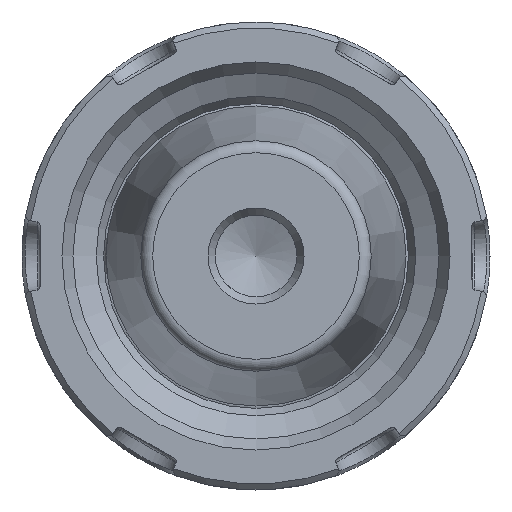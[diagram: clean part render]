
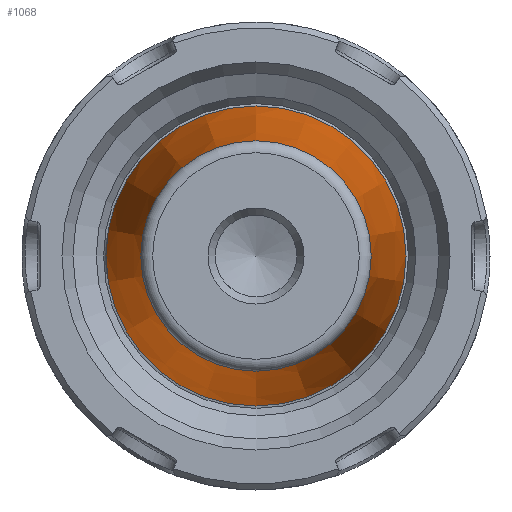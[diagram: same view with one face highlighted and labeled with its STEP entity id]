
A CAD part, left-side view. The second image highlights one B-rep face of the part: STEP entity #1068.
In plain terms, the highlighted conical face has half-angle 8 degrees and reference radius 12.5 mm.
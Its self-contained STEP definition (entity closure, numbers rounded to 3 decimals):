
#510 = EDGE_CURVE ( 'NONE', #10678, #10678, #22383, .T. ) ;
#1068 = ADVANCED_FACE ( 'NONE', ( #4811, #20955 ), #7281, .T. ) ;
#1236 = DIRECTION ( 'NONE',  ( 0., 0., 1. ) ) ;
#1407 = CARTESIAN_POINT ( 'NONE',  ( -73., 0., 0. ) ) ;
#2723 = DIRECTION ( 'NONE',  ( -1., 0., 0. ) ) ;
#3333 = DIRECTION ( 'NONE',  ( 0., 0., -1. ) ) ;
#3785 = VERTEX_POINT ( 'NONE', #10544 ) ;
#4311 = CARTESIAN_POINT ( 'NONE',  ( -73., 0., 12.5 ) ) ;
#4378 = CARTESIAN_POINT ( 'NONE',  ( -93.639, 0., 0. ) ) ;
#4811 = FACE_BOUND ( 'NONE', #8225, .T. ) ;
#5645 = CIRCLE ( 'NONE', #16284, 9.599 ) ;
#7281 = CONICAL_SURFACE ( 'NONE', #13714, 12.5, 0.14 ) ;
#8225 = EDGE_LOOP ( 'NONE', ( #14276 ) ) ;
#10298 = DIRECTION ( 'NONE',  ( -1., 0., 0. ) ) ;
#10544 = CARTESIAN_POINT ( 'NONE',  ( -93.639, 0., 9.599 ) ) ;
#10678 = VERTEX_POINT ( 'NONE', #4311 ) ;
#11584 = ORIENTED_EDGE ( 'NONE', *, *, #510, .T. ) ;
#12082 = CARTESIAN_POINT ( 'NONE',  ( -73., 0., 0. ) ) ;
#12693 = AXIS2_PLACEMENT_3D ( 'NONE', #12082, #10298, #22546 ) ;
#13714 = AXIS2_PLACEMENT_3D ( 'NONE', #1407, #22300, #3333 ) ;
#14276 = ORIENTED_EDGE ( 'NONE', *, *, #18137, .F. ) ;
#16284 = AXIS2_PLACEMENT_3D ( 'NONE', #4378, #2723, #1236 ) ;
#18137 = EDGE_CURVE ( 'NONE', #3785, #3785, #5645, .T. ) ;
#20358 = EDGE_LOOP ( 'NONE', ( #11584 ) ) ;
#20955 = FACE_OUTER_BOUND ( 'NONE', #20358, .T. ) ;
#22300 = DIRECTION ( 'NONE',  ( 1., 0., 0. ) ) ;
#22383 = CIRCLE ( 'NONE', #12693, 12.5 ) ;
#22546 = DIRECTION ( 'NONE',  ( 0., 0., 1. ) ) ;
